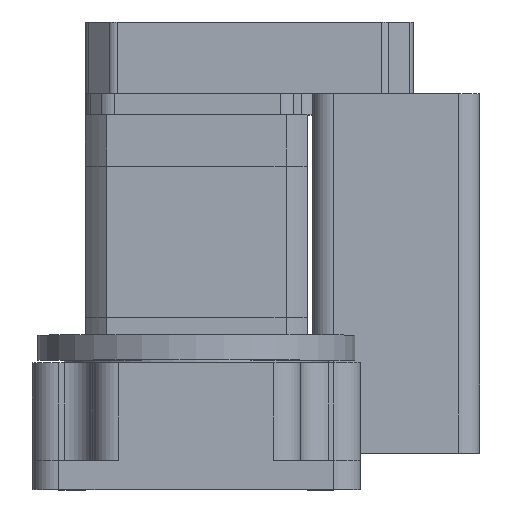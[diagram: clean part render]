
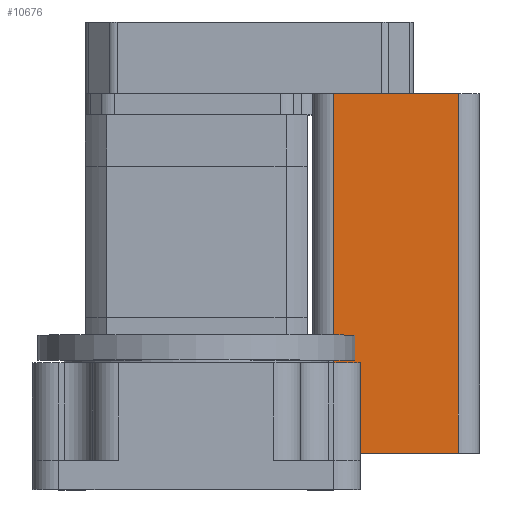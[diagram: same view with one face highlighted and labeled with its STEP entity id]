
A CAD part, top view. The second image highlights one B-rep face of the part: STEP entity #10676.
In plain terms, the highlighted face is planar.
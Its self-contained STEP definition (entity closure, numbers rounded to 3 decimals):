
#64 = PLANE ( 'NONE',  #7108 ) ;
#167 = LINE ( 'NONE', #9232, #4821 ) ;
#813 = DIRECTION ( 'NONE',  ( -1., 0., 0. ) ) ;
#939 = FACE_OUTER_BOUND ( 'NONE', #1346, .T. ) ;
#1058 = CARTESIAN_POINT ( 'NONE',  ( 49.58, 28.8, 17. ) ) ;
#1162 = CARTESIAN_POINT ( 'NONE',  ( 26., 28.8, 17. ) ) ;
#1231 = CARTESIAN_POINT ( 'NONE',  ( 26., 28.8, 92.8 ) ) ;
#1346 = EDGE_LOOP ( 'NONE', ( #2846, #12081, #12633, #8561 ) ) ;
#2741 = CARTESIAN_POINT ( 'NONE',  ( 49.58, 28.8, -51. ) ) ;
#2846 = ORIENTED_EDGE ( 'NONE', *, *, #4458, .T. ) ;
#2897 = CARTESIAN_POINT ( 'NONE',  ( 22., 28.8, 92.8 ) ) ;
#3069 = LINE ( 'NONE', #11458, #12242 ) ;
#3526 = EDGE_CURVE ( 'NONE', #10308, #11953, #4247, .T. ) ;
#4247 = LINE ( 'NONE', #1231, #10984 ) ;
#4458 = EDGE_CURVE ( 'NONE', #11953, #7270, #167, .T. ) ;
#4821 = VECTOR ( 'NONE', #8237, 1000. ) ;
#5499 = CARTESIAN_POINT ( 'NONE',  ( 22., 28.8, -51. ) ) ;
#7108 = AXIS2_PLACEMENT_3D ( 'NONE', #2897, #12159, #813 ) ;
#7270 = VERTEX_POINT ( 'NONE', #1058 ) ;
#8237 = DIRECTION ( 'NONE',  ( 1., 0., 0. ) ) ;
#8375 = DIRECTION ( 'NONE',  ( 0., 0., -1. ) ) ;
#8486 = DIRECTION ( 'NONE',  ( 0., 0., 1. ) ) ;
#8561 = ORIENTED_EDGE ( 'NONE', *, *, #3526, .T. ) ;
#8723 = VERTEX_POINT ( 'NONE', #2741 ) ;
#9232 = CARTESIAN_POINT ( 'NONE',  ( 22., 28.8, 17. ) ) ;
#9848 = EDGE_CURVE ( 'NONE', #10308, #8723, #10452, .T. ) ;
#10308 = VERTEX_POINT ( 'NONE', #12340 ) ;
#10452 = LINE ( 'NONE', #5499, #13076 ) ;
#10676 = ADVANCED_FACE ( 'NONE', ( #939 ), #64, .T. ) ;
#10984 = VECTOR ( 'NONE', #8486, 1000. ) ;
#11458 = CARTESIAN_POINT ( 'NONE',  ( 49.58, 28.8, 92.8 ) ) ;
#11609 = EDGE_CURVE ( 'NONE', #7270, #8723, #3069, .T. ) ;
#11953 = VERTEX_POINT ( 'NONE', #1162 ) ;
#12081 = ORIENTED_EDGE ( 'NONE', *, *, #11609, .T. ) ;
#12159 = DIRECTION ( 'NONE',  ( 0., 1., 0. ) ) ;
#12242 = VECTOR ( 'NONE', #8375, 1000. ) ;
#12340 = CARTESIAN_POINT ( 'NONE',  ( 26., 28.8, -51. ) ) ;
#12481 = DIRECTION ( 'NONE',  ( 1., 0., 0. ) ) ;
#12633 = ORIENTED_EDGE ( 'NONE', *, *, #9848, .F. ) ;
#13076 = VECTOR ( 'NONE', #12481, 1000. ) ;
